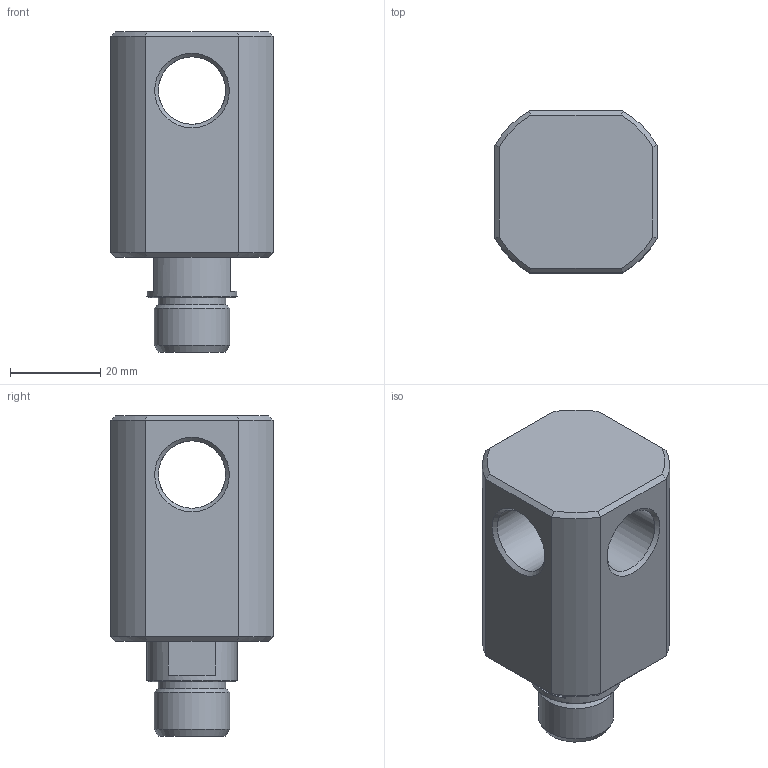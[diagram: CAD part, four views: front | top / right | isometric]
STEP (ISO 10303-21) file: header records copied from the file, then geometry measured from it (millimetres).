
FILE_DESCRIPTION(/* description */ (''),/* implementation_level */ '2;1');
FILE_NAME(/* name */ 'gf_38_a.stp',/* time_stamp */ '2018-02-26T14:40:58+01:00',/* author */ ('leitheußer'),/* organization */ (''),/* preprocessor_version */ 'ST-DEVELOPER v15.6',/* originating_system */ 'Autodesk Inventor LT ',/* authorisation */ '');
FILE_SCHEMA (('AUTOMOTIVE_DESIGN { 1 0 10303 214 3 1 1 }'));
Length unit declared in the file: millimetre
Products named in the file (1): GF-38
Bounding box: 36 x 36 x 71 mm (x, y, z)
Volume: 46933 mm3; surface area: 20205.1 mm2
Topology: 1 solids, 9 shells, 198 faces, 577 edges, 363 vertices
Faces by surface type: plane 61, cylinder 52, torus 42, cone 29, sphere 14
Full cylindrical faces by diameter (mm): 1.7 x2, 2 x3, 2.2 x1, 7 x1, 10 x1, 11 x1, 11.98 x1, 12 x3, 12.2 x1, 12.5 x1, 14.95 x4, 15 x1, 16.66 x1, 16.95 x2, 17.12 x3, 20 x2, 22.88 x3, 27.8 x1, 28 x4, 29.4 x1
Entity records: 5965 total; most frequent: CARTESIAN_POINT 1295, DIRECTION 1042, ORIENTED_EDGE 856, AXIS2_PLACEMENT_3D 483, EDGE_CURVE 426, EDGE_LOOP 306, VERTEX_POINT 298, CIRCLE 280
